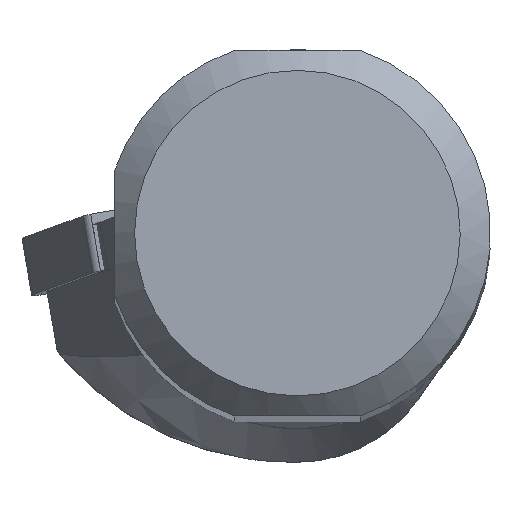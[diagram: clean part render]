
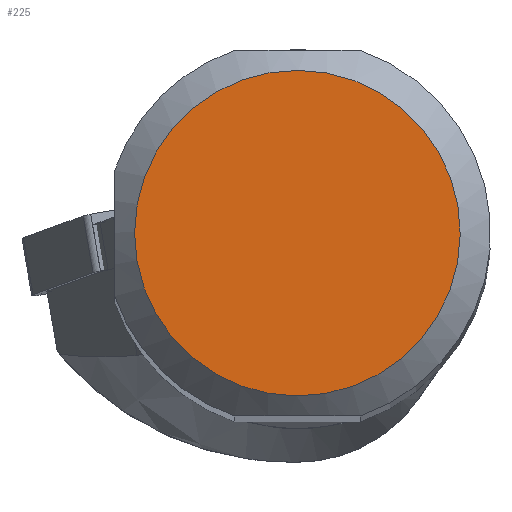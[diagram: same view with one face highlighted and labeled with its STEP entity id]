
A CAD part, top view. The second image highlights one B-rep face of the part: STEP entity #225.
In plain terms, the highlighted planar face has unit normal (0, 0, 1).
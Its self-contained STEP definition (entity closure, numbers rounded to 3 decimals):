
#166=FACE_OUTER_BOUND('',#486,.T.);
#225=ADVANCED_FACE('CU_SU_BP3',(#166),#272,.F.);
#272=PLANE('',#1301);
#486=EDGE_LOOP('',(#694));
#694=ORIENTED_EDGE('',*,*,#1053,.T.);
#927=VERTEX_POINT('',#2083);
#1053=EDGE_CURVE('',#927,#927,#1129,.T.);
#1129=CIRCLE('',#1296,13.364);
#1296=AXIS2_PLACEMENT_3D('',#2082,#1550,#1551);
#1301=AXIS2_PLACEMENT_3D('',#2116,#1560,#1561);
#1550=DIRECTION('',(0.,0.,1.));
#1551=DIRECTION('',(-0.986,-0.168,0.));
#1560=DIRECTION('',(0.,0.,-1.));
#1561=DIRECTION('',(-0.986,-0.168,0.));
#2082=CARTESIAN_POINT('',(0.,0.,
0.));
#2083=CARTESIAN_POINT('',(-13.174,-2.247,0.));
#2116=CARTESIAN_POINT('',(-15.864,0.,0.));
